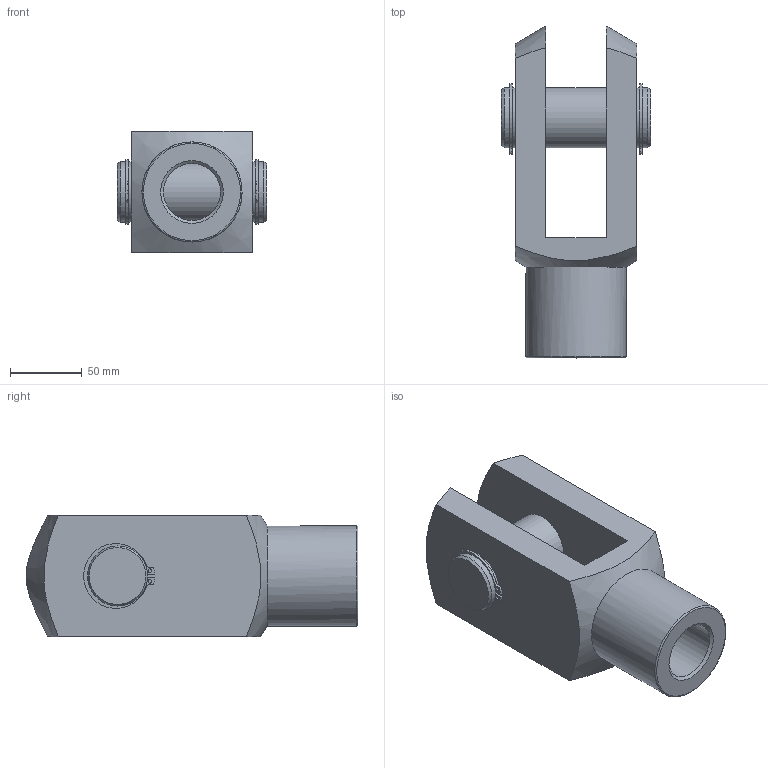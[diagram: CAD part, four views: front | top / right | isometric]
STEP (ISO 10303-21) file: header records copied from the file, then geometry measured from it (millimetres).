
FILE_DESCRIPTION((''),'2;1');
FILE_NAME('FP42x2.stp','2013-12-06T10:45:33',('carlo.corazza'),(''),'Autodesk Inventor 2012','Autodesk Inventor 2012','');
FILE_SCHEMA(('AUTOMOTIVE_DESIGN { 1 0 10303 214 1 1 1 1 }'));
Length unit declared in the file: millimetre
Products named in the file (1): FP42x2
Bounding box: 104.3 x 232 x 85 mm (x, y, z)
Volume: 858885.7 mm3; surface area: 106181.5 mm2
Topology: 1 solids, 1 shells, 60 faces, 154 edges, 100 vertices
Faces by surface type: cylinder 27, plane 26, cone 6, torus 1
Full cylindrical faces by diameter (mm): 2.5 x4, 39.5 x2, 39.835 x1, 42 x5, 70 x1
Entity records: 1821 total; most frequent: CARTESIAN_POINT 319, DIRECTION 302, ORIENTED_EDGE 260, EDGE_CURVE 130, AXIS2_PLACEMENT_3D 123, VERTEX_POINT 94, EDGE_LOOP 94, CIRCLE 62
